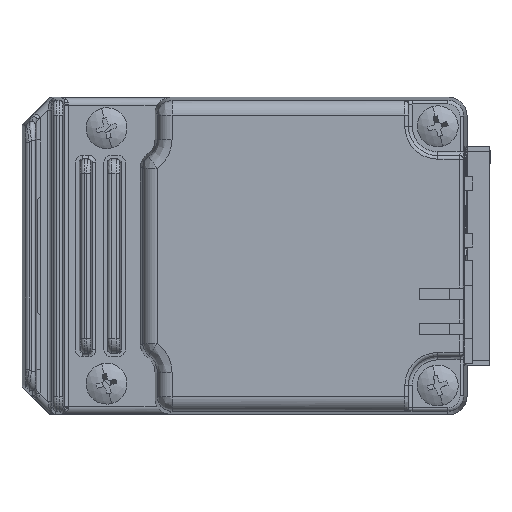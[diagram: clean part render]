
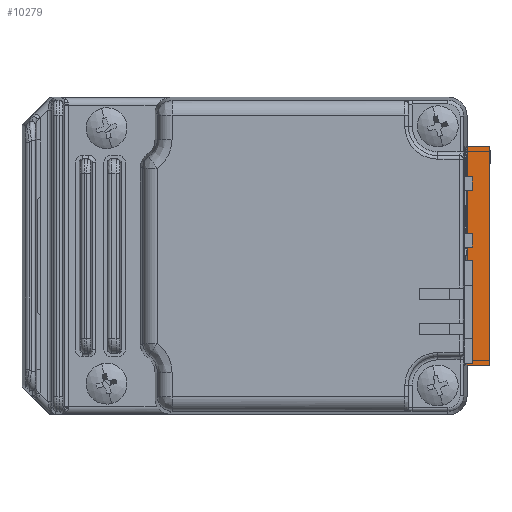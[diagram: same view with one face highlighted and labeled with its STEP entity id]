
A CAD part, front view. The second image highlights one B-rep face of the part: STEP entity #10279.
In plain terms, the highlighted planar face has unit normal (0, -1, 0).
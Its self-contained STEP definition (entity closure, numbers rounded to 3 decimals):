
#278 = DIRECTION ( 'NONE',  ( 0., 0., -1. ) ) ;
#880 = LINE ( 'NONE', #7124, #3650 ) ;
#885 = DIRECTION ( 'NONE',  ( -1., 0., 0. ) ) ;
#918 = VERTEX_POINT ( 'NONE', #2094 ) ;
#933 = FACE_OUTER_BOUND ( 'NONE', #14084, .T. ) ;
#1206 = ORIENTED_EDGE ( 'NONE', *, *, #14520, .T. ) ;
#1231 = DIRECTION ( 'NONE',  ( 0., 0., -1. ) ) ;
#1913 = PLANE ( 'NONE',  #4492 ) ;
#1934 = DIRECTION ( 'NONE',  ( 1., 0., 0. ) ) ;
#1959 = CARTESIAN_POINT ( 'NONE',  ( 46.069, -73.208, 69.5 ) ) ;
#2094 = CARTESIAN_POINT ( 'NONE',  ( 33.369, -73.208, 40.7 ) ) ;
#3101 = VECTOR ( 'NONE', #1934, 1000. ) ;
#3529 = CARTESIAN_POINT ( 'NONE',  ( 36.469, -73.208, 40.7 ) ) ;
#3533 = ORIENTED_EDGE ( 'NONE', *, *, #12508, .F. ) ;
#3650 = VECTOR ( 'NONE', #8507, 1000. ) ;
#3672 = VERTEX_POINT ( 'NONE', #11317 ) ;
#3689 = CARTESIAN_POINT ( 'NONE',  ( 46.069, -73.208, 40.7 ) ) ;
#4058 = DIRECTION ( 'NONE',  ( -1., 0., 0. ) ) ;
#4421 = CARTESIAN_POINT ( 'NONE',  ( 36.469, -73.208, 68.3 ) ) ;
#4492 = AXIS2_PLACEMENT_3D ( 'NONE', #11443, #12784, #4661 ) ;
#4611 = VERTEX_POINT ( 'NONE', #4421 ) ;
#4661 = DIRECTION ( 'NONE',  ( 0., 0., 1. ) ) ;
#4996 = VERTEX_POINT ( 'NONE', #1959 ) ;
#5265 = VERTEX_POINT ( 'NONE', #14461 ) ;
#5707 = VERTEX_POINT ( 'NONE', #14443 ) ;
#6006 = ORIENTED_EDGE ( 'NONE', *, *, #17113, .T. ) ;
#6252 = EDGE_CURVE ( 'NONE', #918, #14127, #10516, .T. ) ;
#6307 = CARTESIAN_POINT ( 'NONE',  ( 46.069, -73.208, 68.3 ) ) ;
#6457 = VECTOR ( 'NONE', #1231, 1000. ) ;
#6864 = CARTESIAN_POINT ( 'NONE',  ( 36.469, -73.208, 40.7 ) ) ;
#7079 = EDGE_CURVE ( 'NONE', #4996, #5707, #13670, .T. ) ;
#7124 = CARTESIAN_POINT ( 'NONE',  ( 33.369, -73.208, 69.5 ) ) ;
#7650 = VERTEX_POINT ( 'NONE', #9544 ) ;
#8246 = DIRECTION ( 'NONE',  ( 0., 0., 1. ) ) ;
#8507 = DIRECTION ( 'NONE',  ( 0., 0., -1. ) ) ;
#9544 = CARTESIAN_POINT ( 'NONE',  ( 33.369, -73.208, 69.5 ) ) ;
#9824 = CARTESIAN_POINT ( 'NONE',  ( 33.369, -73.208, 69.5 ) ) ;
#10089 = VECTOR ( 'NONE', #16365, 1000. ) ;
#10279 = ADVANCED_FACE ( 'NONE', ( #933 ), #1913, .F. ) ;
#10516 = LINE ( 'NONE', #3689, #10089 ) ;
#11240 = VECTOR ( 'NONE', #885, 1000. ) ;
#11317 = CARTESIAN_POINT ( 'NONE',  ( 33.369, -73.208, 68.3 ) ) ;
#11443 = CARTESIAN_POINT ( 'NONE',  ( 46.069, -73.208, 69.5 ) ) ;
#11473 = CARTESIAN_POINT ( 'NONE',  ( 46.069, -73.208, 69.5 ) ) ;
#12061 = CARTESIAN_POINT ( 'NONE',  ( 46.069, -73.208, 69.5 ) ) ;
#12191 = CARTESIAN_POINT ( 'NONE',  ( 46.069, -73.208, 39.5 ) ) ;
#12208 = LINE ( 'NONE', #9824, #15377 ) ;
#12288 = ORIENTED_EDGE ( 'NONE', *, *, #7079, .F. ) ;
#12453 = ORIENTED_EDGE ( 'NONE', *, *, #6252, .F. ) ;
#12508 = EDGE_CURVE ( 'NONE', #4611, #3672, #14800, .T. ) ;
#12573 = LINE ( 'NONE', #12191, #16546 ) ;
#12784 = DIRECTION ( 'NONE',  ( 0., 1., 0. ) ) ;
#12829 = LINE ( 'NONE', #6864, #15580 ) ;
#13101 = LINE ( 'NONE', #11473, #3101 ) ;
#13521 = EDGE_CURVE ( 'NONE', #7650, #4996, #13101, .T. ) ;
#13670 = LINE ( 'NONE', #12061, #6457 ) ;
#14084 = EDGE_LOOP ( 'NONE', ( #17350, #12288, #17535, #1206, #3533, #14561, #12453, #6006 ) ) ;
#14127 = VERTEX_POINT ( 'NONE', #3529 ) ;
#14443 = CARTESIAN_POINT ( 'NONE',  ( 46.069, -73.208, 39.5 ) ) ;
#14461 = CARTESIAN_POINT ( 'NONE',  ( 33.369, -73.208, 39.5 ) ) ;
#14520 = EDGE_CURVE ( 'NONE', #7650, #3672, #12208, .T. ) ;
#14561 = ORIENTED_EDGE ( 'NONE', *, *, #15689, .F. ) ;
#14800 = LINE ( 'NONE', #6307, #11240 ) ;
#15377 = VECTOR ( 'NONE', #278, 1000. ) ;
#15580 = VECTOR ( 'NONE', #8246, 1000. ) ;
#15689 = EDGE_CURVE ( 'NONE', #14127, #4611, #12829, .T. ) ;
#16365 = DIRECTION ( 'NONE',  ( 1., 0., 0. ) ) ;
#16546 = VECTOR ( 'NONE', #4058, 1000. ) ;
#16977 = EDGE_CURVE ( 'NONE', #5707, #5265, #12573, .T. ) ;
#17113 = EDGE_CURVE ( 'NONE', #918, #5265, #880, .T. ) ;
#17350 = ORIENTED_EDGE ( 'NONE', *, *, #16977, .F. ) ;
#17535 = ORIENTED_EDGE ( 'NONE', *, *, #13521, .F. ) ;
